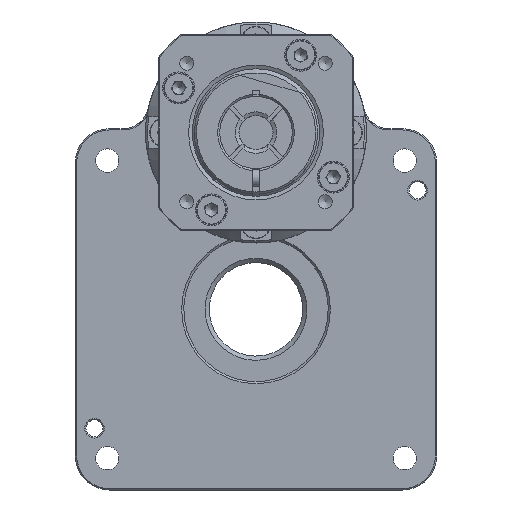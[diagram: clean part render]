
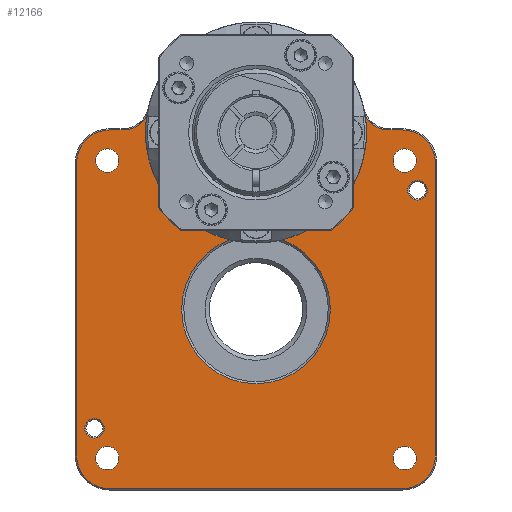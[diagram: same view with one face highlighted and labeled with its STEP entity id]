
A CAD part, front view. The second image highlights one B-rep face of the part: STEP entity #12166.
In plain terms, the highlighted planar face has unit normal (0, -1, 0).
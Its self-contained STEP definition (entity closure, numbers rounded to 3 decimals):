
#5675=CARTESIAN_POINT('',(-35.0,0.,32.25));
#5676=VERTEX_POINT('',#5675);
#5677=CARTESIAN_POINT('',(-35.0,0.,35.0));
#5678=DIRECTION('',(0.0,-1.0,0.0));
#5679=DIRECTION('',(0.0,0.0,1.0));
#5680=AXIS2_PLACEMENT_3D('',#5677,#5678,#5679);
#5681=CIRCLE('',#5680,2.75);
#5682=EDGE_CURVE('',#5676,#5676,#5681,.T.);
#5703=CARTESIAN_POINT('',(35.0,0.,32.25));
#5704=VERTEX_POINT('',#5703);
#5705=CARTESIAN_POINT('',(35.0,0.,35.0));
#5706=DIRECTION('',(0.0,-1.0,0.0));
#5707=DIRECTION('',(0.0,0.0,1.0));
#5708=AXIS2_PLACEMENT_3D('',#5705,#5706,#5707);
#5709=CIRCLE('',#5708,2.75);
#5710=EDGE_CURVE('',#5704,#5704,#5709,.T.);
#5731=CARTESIAN_POINT('',(-35.0,0.,-37.75));
#5732=VERTEX_POINT('',#5731);
#5733=CARTESIAN_POINT('',(-35.0,0.,-35.0));
#5734=DIRECTION('',(0.0,-1.0,0.0));
#5735=DIRECTION('',(0.0,0.0,1.0));
#5736=AXIS2_PLACEMENT_3D('',#5733,#5734,#5735);
#5737=CIRCLE('',#5736,2.75);
#5738=EDGE_CURVE('',#5732,#5732,#5737,.T.);
#5759=CARTESIAN_POINT('',(35.0,0.,-37.75));
#5760=VERTEX_POINT('',#5759);
#5761=CARTESIAN_POINT('',(35.0,0.,-35.0));
#5762=DIRECTION('',(0.0,-1.0,0.0));
#5763=DIRECTION('',(0.0,0.0,1.0));
#5764=AXIS2_PLACEMENT_3D('',#5761,#5762,#5763);
#5765=CIRCLE('',#5764,2.75);
#5766=EDGE_CURVE('',#5760,#5760,#5765,.T.);
#6066=CARTESIAN_POINT('',(38.0,0.,30.3));
#6067=VERTEX_POINT('',#6066);
#6068=CARTESIAN_POINT('',(38.0,0.,28.));
#6069=DIRECTION('',(0.0,1.0,0.0));
#6070=DIRECTION('',(0.0,0.0,1.0));
#6071=AXIS2_PLACEMENT_3D('',#6068,#6069,#6070);
#6072=CIRCLE('',#6071,2.3);
#6073=EDGE_CURVE('',#6067,#6067,#6072,.T.);
#6106=CARTESIAN_POINT('',(-38.0,0.,-25.7));
#6107=VERTEX_POINT('',#6106);
#6108=CARTESIAN_POINT('',(-38.0,0.,-28.));
#6109=DIRECTION('',(0.0,1.0,0.0));
#6110=DIRECTION('',(0.0,0.0,1.0));
#6111=AXIS2_PLACEMENT_3D('',#6108,#6109,#6110);
#6112=CIRCLE('',#6111,2.3);
#6113=EDGE_CURVE('',#6107,#6107,#6112,.T.);
#7443=CARTESIAN_POINT('',(-25.705,0.,45.504));
#7444=VERTEX_POINT('',#7443);
#7445=CARTESIAN_POINT('',(25.705,0.,45.504));
#7446=VERTEX_POINT('',#7445);
#7454=CARTESIAN_POINT('',(-6.224,0.,16.356));
#7455=VERTEX_POINT('',#7454);
#7456=CARTESIAN_POINT('',(0.,0.0,41.6));
#7457=DIRECTION('',(0.0,1.0,0.0));
#7458=DIRECTION('',(1.0,0.0,0.0));
#7459=AXIS2_PLACEMENT_3D('',#7456,#7457,#7458);
#7460=CIRCLE('',#7459,26.0);
#7461=EDGE_CURVE('',#7455,#7444,#7460,.T.);
#7463=CARTESIAN_POINT('',(6.224,0.,16.356));
#7464=VERTEX_POINT('',#7463);
#7472=CARTESIAN_POINT('',(0.,0.,41.6));
#7473=DIRECTION('',(0.0,1.0,0.0));
#7474=DIRECTION('',(0.,0.0,1.));
#7475=AXIS2_PLACEMENT_3D('',#7472,#7473,#7474);
#7476=CIRCLE('',#7475,26.);
#7477=EDGE_CURVE('',#7446,#7464,#7476,.T.);
#10550=CARTESIAN_POINT('',(31.247,0.,42.2));
#10551=VERTEX_POINT('',#10550);
#10558=CARTESIAN_POINT('',(34.5,0.,42.2));
#10559=VERTEX_POINT('',#10558);
#10560=CARTESIAN_POINT('',(34.5,0.,42.2));
#10561=DIRECTION('',(-1.0,0.0,0.0));
#10562=VECTOR('',#10561,3.253);
#10563=LINE('',#10560,#10562);
#10564=EDGE_CURVE('',#10559,#10551,#10563,.T.);
#10588=CARTESIAN_POINT('',(42.2,0.,34.5));
#10589=VERTEX_POINT('',#10588);
#10606=CARTESIAN_POINT('',(34.5,0.,34.5));
#10607=DIRECTION('',(0.0,-1.0,0.0));
#10608=DIRECTION('',(0.0,0.0,1.0));
#10609=AXIS2_PLACEMENT_3D('',#10606,#10607,#10608);
#10610=CIRCLE('',#10609,7.7);
#10611=EDGE_CURVE('',#10589,#10559,#10610,.T.);
#10628=CARTESIAN_POINT('',(31.247,0.,48.5));
#10629=DIRECTION('',(0.0,1.0,0.0));
#10630=DIRECTION('',(0.0,0.0,1.0));
#10631=AXIS2_PLACEMENT_3D('',#10628,#10629,#10630);
#10632=CIRCLE('',#10631,6.3);
#10633=EDGE_CURVE('',#10551,#7446,#10632,.T.);
#10651=CARTESIAN_POINT('',(42.2,0.,-34.5));
#10652=VERTEX_POINT('',#10651);
#10668=CARTESIAN_POINT('',(42.2,0.,-34.5));
#10669=DIRECTION('',(0.0,0.0,1.0));
#10670=VECTOR('',#10669,69.0);
#10671=LINE('',#10668,#10670);
#10672=EDGE_CURVE('',#10652,#10589,#10671,.T.);
#10699=CARTESIAN_POINT('',(34.5,0.,-42.2));
#10700=VERTEX_POINT('',#10699);
#10717=CARTESIAN_POINT('',(34.5,0.,-34.5));
#10718=DIRECTION('',(0.0,-1.0,0.0));
#10719=DIRECTION('',(0.0,0.0,1.0));
#10720=AXIS2_PLACEMENT_3D('',#10717,#10718,#10719);
#10721=CIRCLE('',#10720,7.7);
#10722=EDGE_CURVE('',#10700,#10652,#10721,.T.);
#10734=CARTESIAN_POINT('',(-31.247,0.,42.2));
#10735=VERTEX_POINT('',#10734);
#10742=CARTESIAN_POINT('',(-31.247,0.,48.5));
#10743=DIRECTION('',(0.0,1.0,0.0));
#10744=DIRECTION('',(0.0,0.0,1.0));
#10745=AXIS2_PLACEMENT_3D('',#10742,#10743,#10744);
#10746=CIRCLE('',#10745,6.3);
#10747=EDGE_CURVE('',#7444,#10735,#10746,.T.);
#10766=CARTESIAN_POINT('',(-34.5,0.,-42.2));
#10767=VERTEX_POINT('',#10766);
#10783=CARTESIAN_POINT('',(-34.5,0.,-42.2));
#10784=DIRECTION('',(1.0,0.0,0.0));
#10785=VECTOR('',#10784,69.0);
#10786=LINE('',#10783,#10785);
#10787=EDGE_CURVE('',#10767,#10700,#10786,.T.);
#10799=CARTESIAN_POINT('',(-34.5,0.,42.2));
#10800=VERTEX_POINT('',#10799);
#10807=CARTESIAN_POINT('',(-31.247,0.,42.2));
#10808=DIRECTION('',(-1.0,0.0,0.0));
#10809=VECTOR('',#10808,3.253);
#10810=LINE('',#10807,#10809);
#10811=EDGE_CURVE('',#10735,#10800,#10810,.T.);
#10828=CARTESIAN_POINT('',(-42.2,0.,-34.5));
#10829=VERTEX_POINT('',#10828);
#10846=CARTESIAN_POINT('',(-34.5,0.,-34.5));
#10847=DIRECTION('',(0.0,-1.0,0.0));
#10848=DIRECTION('',(0.0,0.0,1.0));
#10849=AXIS2_PLACEMENT_3D('',#10846,#10847,#10848);
#10850=CIRCLE('',#10849,7.7);
#10851=EDGE_CURVE('',#10829,#10767,#10850,.T.);
#10863=CARTESIAN_POINT('',(-42.2,0.,34.5));
#10864=VERTEX_POINT('',#10863);
#10871=CARTESIAN_POINT('',(-34.5,0.,34.5));
#10872=DIRECTION('',(0.0,-1.0,0.0));
#10873=DIRECTION('',(0.0,0.0,1.0));
#10874=AXIS2_PLACEMENT_3D('',#10871,#10872,#10873);
#10875=CIRCLE('',#10874,7.7);
#10876=EDGE_CURVE('',#10800,#10864,#10875,.T.);
#10895=CARTESIAN_POINT('',(-42.2,0.,34.5));
#10896=DIRECTION('',(0.0,0.0,-1.0));
#10897=VECTOR('',#10896,69.0);
#10898=LINE('',#10895,#10897);
#10899=EDGE_CURVE('',#10864,#10829,#10898,.T.);
#12116=CARTESIAN_POINT('',(0.0,0.0,0.0));
#12117=DIRECTION('',(0.0,1.0,0.0));
#12118=DIRECTION('',(0.0,0.0,1.0));
#12119=AXIS2_PLACEMENT_3D('',#12116,#12117,#12118);
#12120=CIRCLE('',#12119,17.5);
#12121=EDGE_CURVE('',#7464,#7455,#12120,.T.);
#12127=CARTESIAN_POINT('',(0.0,0.0,0.0));
#12128=DIRECTION('',(0.0,-1.0,0.0));
#12129=DIRECTION('',(0.0,0.0,-1.0));
#12130=AXIS2_PLACEMENT_3D('',#12127,#12128,#12129);
#12131=PLANE('',#12130);
#12132=ORIENTED_EDGE('',*,*,#12121,.T.);
#12133=ORIENTED_EDGE('',*,*,#7461,.T.);
#12134=ORIENTED_EDGE('',*,*,#10747,.T.);
#12135=ORIENTED_EDGE('',*,*,#10811,.T.);
#12136=ORIENTED_EDGE('',*,*,#10876,.T.);
#12137=ORIENTED_EDGE('',*,*,#10899,.T.);
#12138=ORIENTED_EDGE('',*,*,#10851,.T.);
#12139=ORIENTED_EDGE('',*,*,#10787,.T.);
#12140=ORIENTED_EDGE('',*,*,#10722,.T.);
#12141=ORIENTED_EDGE('',*,*,#10672,.T.);
#12142=ORIENTED_EDGE('',*,*,#10611,.T.);
#12143=ORIENTED_EDGE('',*,*,#10564,.T.);
#12144=ORIENTED_EDGE('',*,*,#10633,.T.);
#12145=ORIENTED_EDGE('',*,*,#7477,.T.);
#12146=EDGE_LOOP('',(#12132,#12133,#12134,#12135,#12136,#12137,#12138,#12139,#12140,#12141,#12142,#12143,#12144,#12145));
#12147=FACE_OUTER_BOUND('',#12146,.T.);
#12148=ORIENTED_EDGE('',*,*,#5710,.F.);
#12149=EDGE_LOOP('',(#12148));
#12150=FACE_BOUND('',#12149,.T.);
#12151=ORIENTED_EDGE('',*,*,#5766,.F.);
#12152=EDGE_LOOP('',(#12151));
#12153=FACE_BOUND('',#12152,.T.);
#12154=ORIENTED_EDGE('',*,*,#5738,.F.);
#12155=EDGE_LOOP('',(#12154));
#12156=FACE_BOUND('',#12155,.T.);
#12157=ORIENTED_EDGE('',*,*,#6113,.T.);
#12158=EDGE_LOOP('',(#12157));
#12159=FACE_BOUND('',#12158,.T.);
#12160=ORIENTED_EDGE('',*,*,#6073,.T.);
#12161=EDGE_LOOP('',(#12160));
#12162=FACE_BOUND('',#12161,.T.);
#12163=ORIENTED_EDGE('',*,*,#5682,.F.);
#12164=EDGE_LOOP('',(#12163));
#12165=FACE_BOUND('',#12164,.T.);
#12166=ADVANCED_FACE('',(#12147,#12150,#12153,#12156,#12159,#12162,#12165),#12131,.T.);
